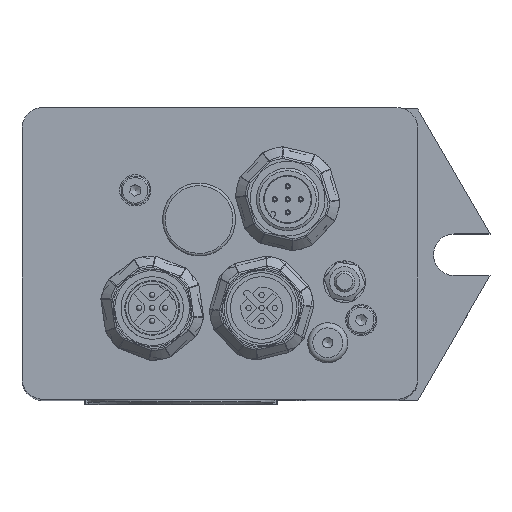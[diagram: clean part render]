
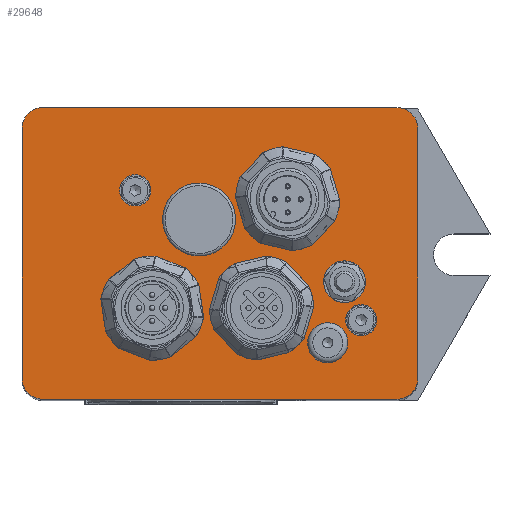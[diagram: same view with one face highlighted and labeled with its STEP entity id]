
A CAD part, top view. The second image highlights one B-rep face of the part: STEP entity #29648.
In plain terms, the highlighted face is planar.
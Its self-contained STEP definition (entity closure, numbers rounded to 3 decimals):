
#2828=LINE('',#48645,#5273);
#2831=LINE('',#48653,#5276);
#2834=LINE('',#48661,#5279);
#2837=LINE('',#48668,#5282);
#5273=VECTOR('',#38658,48.);
#5276=VECTOR('',#38667,68.);
#5279=VECTOR('',#38676,48.);
#5282=VECTOR('',#38685,68.);
#6971=PLANE('',#32363);
#7673=FACE_BOUND('',#11186,.T.);
#7674=FACE_BOUND('',#11187,.T.);
#7675=FACE_BOUND('',#11188,.T.);
#7676=FACE_BOUND('',#11189,.T.);
#7677=FACE_BOUND('',#11190,.T.);
#7678=FACE_BOUND('',#11191,.T.);
#7679=FACE_BOUND('',#11192,.T.);
#7680=FACE_BOUND('',#11193,.T.);
#9005=FACE_OUTER_BOUND('',#11185,.T.);
#11185=EDGE_LOOP('',(#25210,#25211,#25212,#25213,#25214,#25215,#25216,#25217));
#11186=EDGE_LOOP('',(#25218));
#11187=EDGE_LOOP('',(#25219));
#11188=EDGE_LOOP('',(#25220));
#11189=EDGE_LOOP('',(#25221));
#11190=EDGE_LOOP('',(#25222));
#11191=EDGE_LOOP('',(#25223));
#11192=EDGE_LOOP('',(#25224));
#11193=EDGE_LOOP('',(#25225));
#12722=CIRCLE('',#32274,4.);
#12723=CIRCLE('',#32277,4.);
#12724=CIRCLE('',#32280,4.);
#12725=CIRCLE('',#32283,4.);
#12754=CIRCLE('',#32344,7.55);
#12755=CIRCLE('',#32346,7.55);
#12756=CIRCLE('',#32348,7.55);
#12757=CIRCLE('',#32350,4.1);
#12761=CIRCLE('',#32357,1.73);
#12763=CIRCLE('',#32360,3.15);
#12765=CIRCLE('',#32364,3.);
#12766=CIRCLE('',#32365,3.);
#14803=VERTEX_POINT('',#48638);
#14804=VERTEX_POINT('',#48639);
#14805=VERTEX_POINT('',#48644);
#14806=VERTEX_POINT('',#48648);
#14807=VERTEX_POINT('',#48652);
#14808=VERTEX_POINT('',#48656);
#14809=VERTEX_POINT('',#48660);
#14810=VERTEX_POINT('',#48664);
#14869=VERTEX_POINT('',#48843);
#14870=VERTEX_POINT('',#48846);
#14871=VERTEX_POINT('',#48849);
#14872=VERTEX_POINT('',#48852);
#14876=VERTEX_POINT('',#48863);
#14878=VERTEX_POINT('',#48868);
#14880=VERTEX_POINT('',#48874);
#14881=VERTEX_POINT('',#48876);
#18399=EDGE_CURVE('',#14803,#14804,#12722,.T.);
#18402=EDGE_CURVE('',#14805,#14803,#2828,.T.);
#18404=EDGE_CURVE('',#14806,#14805,#12723,.T.);
#18406=EDGE_CURVE('',#14807,#14806,#2831,.T.);
#18408=EDGE_CURVE('',#14808,#14807,#12724,.T.);
#18410=EDGE_CURVE('',#14809,#14808,#2834,.T.);
#18412=EDGE_CURVE('',#14810,#14809,#12725,.T.);
#18414=EDGE_CURVE('',#14804,#14810,#2837,.T.);
#18500=EDGE_CURVE('',#14869,#14869,#12754,.T.);
#18501=EDGE_CURVE('',#14870,#14870,#12755,.T.);
#18502=EDGE_CURVE('',#14871,#14871,#12756,.T.);
#18503=EDGE_CURVE('',#14872,#14872,#12757,.T.);
#18507=EDGE_CURVE('',#14876,#14876,#12761,.T.);
#18509=EDGE_CURVE('',#14878,#14878,#12763,.T.);
#18511=EDGE_CURVE('',#14880,#14880,#12765,.T.);
#18512=EDGE_CURVE('',#14881,#14881,#12766,.T.);
#25210=ORIENTED_EDGE('',*,*,#18414,.F.);
#25211=ORIENTED_EDGE('',*,*,#18399,.F.);
#25212=ORIENTED_EDGE('',*,*,#18402,.F.);
#25213=ORIENTED_EDGE('',*,*,#18404,.F.);
#25214=ORIENTED_EDGE('',*,*,#18406,.F.);
#25215=ORIENTED_EDGE('',*,*,#18408,.F.);
#25216=ORIENTED_EDGE('',*,*,#18410,.F.);
#25217=ORIENTED_EDGE('',*,*,#18412,.F.);
#25218=ORIENTED_EDGE('',*,*,#18500,.T.);
#25219=ORIENTED_EDGE('',*,*,#18501,.T.);
#25220=ORIENTED_EDGE('',*,*,#18502,.T.);
#25221=ORIENTED_EDGE('',*,*,#18503,.T.);
#25222=ORIENTED_EDGE('',*,*,#18507,.T.);
#25223=ORIENTED_EDGE('',*,*,#18511,.T.);
#25224=ORIENTED_EDGE('',*,*,#18512,.T.);
#25225=ORIENTED_EDGE('',*,*,#18509,.F.);
#29648=ADVANCED_FACE('',(#9005,#7673,#7674,#7675,#7676,#7677,#7678,#7679,
#7680),#6971,.F.);
#32274=AXIS2_PLACEMENT_3D('',#48640,#38652,#38653);
#32277=AXIS2_PLACEMENT_3D('',#48649,#38662,#38663);
#32280=AXIS2_PLACEMENT_3D('',#48657,#38671,#38672);
#32283=AXIS2_PLACEMENT_3D('',#48665,#38680,#38681);
#32344=AXIS2_PLACEMENT_3D('',#48844,#38861,#38862);
#32346=AXIS2_PLACEMENT_3D('',#48847,#38865,#38866);
#32348=AXIS2_PLACEMENT_3D('',#48850,#38869,#38870);
#32350=AXIS2_PLACEMENT_3D('',#48853,#38873,#38874);
#32357=AXIS2_PLACEMENT_3D('',#48864,#38887,#38888);
#32360=AXIS2_PLACEMENT_3D('',#48869,#38893,#38894);
#32363=AXIS2_PLACEMENT_3D('',#48873,#38899,#38900);
#32364=AXIS2_PLACEMENT_3D('',#48875,#38901,#38902);
#32365=AXIS2_PLACEMENT_3D('',#48877,#38903,#38904);
#38652=DIRECTION('center_axis',(0.,0.,1.));
#38653=DIRECTION('ref_axis',(0.,1.,0.));
#38658=DIRECTION('',(0.,-1.,0.));
#38662=DIRECTION('center_axis',(0.,0.,1.));
#38663=DIRECTION('ref_axis',(1.,0.,0.));
#38667=DIRECTION('',(-1.,0.,0.));
#38671=DIRECTION('center_axis',(0.,0.,1.));
#38672=DIRECTION('ref_axis',(0.,-1.,0.));
#38676=DIRECTION('',(0.,1.,0.));
#38680=DIRECTION('center_axis',(0.,0.,1.));
#38681=DIRECTION('ref_axis',(-1.,0.,0.));
#38685=DIRECTION('',(1.,0.,0.));
#38861=DIRECTION('center_axis',(0.,0.,1.));
#38862=DIRECTION('ref_axis',(1.,0.,0.));
#38865=DIRECTION('center_axis',(0.,0.,1.));
#38866=DIRECTION('ref_axis',(1.,0.,0.));
#38869=DIRECTION('center_axis',(0.,0.,1.));
#38870=DIRECTION('ref_axis',(1.,0.,0.));
#38873=DIRECTION('center_axis',(0.,0.,1.));
#38874=DIRECTION('ref_axis',(1.,0.,0.));
#38887=DIRECTION('center_axis',(0.,0.,1.));
#38888=DIRECTION('ref_axis',(1.,0.,0.));
#38893=DIRECTION('center_axis',(0.,0.,-1.));
#38894=DIRECTION('ref_axis',(1.,0.,0.));
#38899=DIRECTION('center_axis',(0.,0.,1.));
#38900=DIRECTION('ref_axis',(1.,0.,0.));
#38901=DIRECTION('center_axis',(0.,0.,1.));
#38902=DIRECTION('ref_axis',(-1.,0.,0.));
#38903=DIRECTION('center_axis',(0.,0.,1.));
#38904=DIRECTION('ref_axis',(-1.,0.,0.));
#48638=CARTESIAN_POINT('',(-7.5,0.,0.));
#48639=CARTESIAN_POINT('',(-3.5,-4.,0.));
#48640=CARTESIAN_POINT('Origin',(-3.5,0.,
0.));
#48644=CARTESIAN_POINT('',(-7.5,48.,0.));
#48645=CARTESIAN_POINT('',(-7.5,48.,0.));
#48648=CARTESIAN_POINT('',(-3.5,52.,0.));
#48649=CARTESIAN_POINT('Origin',(-3.5,48.,0.));
#48652=CARTESIAN_POINT('',(64.5,52.,0.));
#48653=CARTESIAN_POINT('',(64.5,52.,0.));
#48656=CARTESIAN_POINT('',(68.5,48.,0.));
#48657=CARTESIAN_POINT('Origin',(64.5,48.,0.));
#48660=CARTESIAN_POINT('',(68.5,0.,0.));
#48661=CARTESIAN_POINT('',(68.5,0.,0.));
#48664=CARTESIAN_POINT('',(64.5,-4.,0.));
#48665=CARTESIAN_POINT('Origin',(64.5,0.,0.));
#48668=CARTESIAN_POINT('',(-3.5,-4.,0.));
#48843=CARTESIAN_POINT('',(35.95,13.5,0.));
#48844=CARTESIAN_POINT('Origin',(43.5,13.5,0.));
#48846=CARTESIAN_POINT('',(30.95,34.5,0.));
#48847=CARTESIAN_POINT('Origin',(38.5,34.5,0.));
#48849=CARTESIAN_POINT('',(9.95,34.5,0.));
#48850=CARTESIAN_POINT('Origin',(17.5,34.5,0.));
#48852=CARTESIAN_POINT('',(22.4,17.5,0.));
#48853=CARTESIAN_POINT('Origin',(26.5,17.5,0.));
#48863=CARTESIAN_POINT('',(52.701,29.451,0.));
#48864=CARTESIAN_POINT('Origin',(54.43,29.451,0.));
#48868=CARTESIAN_POINT('',(48.05,41.162,0.));
#48869=CARTESIAN_POINT('Origin',(51.2,41.162,0.));
#48873=CARTESIAN_POINT('Origin',(31.25,24.,0.));
#48874=CARTESIAN_POINT('',(11.25,11.892,0.));
#48875=CARTESIAN_POINT('Origin',(14.25,11.892,0.));
#48876=CARTESIAN_POINT('',(54.615,36.8,0.));
#48877=CARTESIAN_POINT('Origin',(57.615,36.8,0.));
